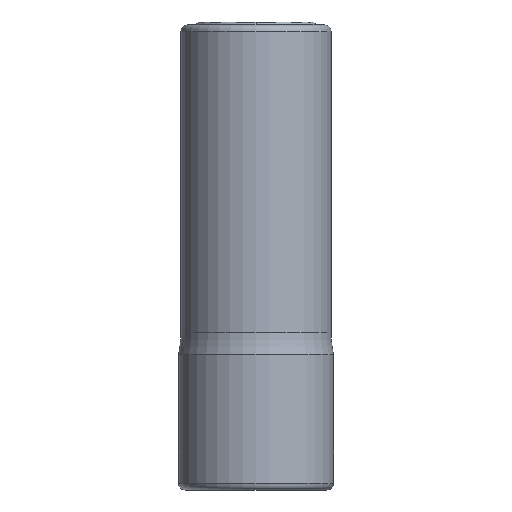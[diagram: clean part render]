
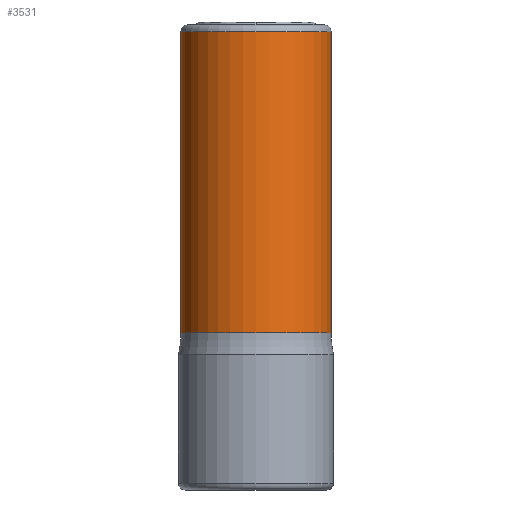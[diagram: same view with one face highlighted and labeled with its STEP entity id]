
A CAD part, front view. The second image highlights one B-rep face of the part: STEP entity #3531.
In plain terms, the highlighted cylindrical face has radius 7.75 mm (diameter 15.5 mm), a partial arc.
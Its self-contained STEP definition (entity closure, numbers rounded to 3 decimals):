
#3037=DIRECTION('',(0.,0.,1.));
#3038=VECTOR('',#3037,31.078);
#3039=CARTESIAN_POINT('',(-7.75,0.,15.922));
#3040=LINE('',#3039,#3038);
#3044=CARTESIAN_POINT('',(0.,0.,47.));
#3045=DIRECTION('',(0.,0.,1.));
#3046=DIRECTION('',(1.,0.,0.));
#3047=AXIS2_PLACEMENT_3D('',#3044,#3045,#3046);
#3052=CARTESIAN_POINT('',(0.,0.,15.922));
#3053=DIRECTION('',(0.,0.,1.));
#3054=DIRECTION('',(1.,0.,0.));
#3055=AXIS2_PLACEMENT_3D('',#3052,#3053,#3054);
#3060=DIRECTION('',(0.,0.,1.));
#3061=VECTOR('',#3060,31.078);
#3062=CARTESIAN_POINT('',(7.75,0.,15.922));
#3063=LINE('',#3062,#3061);
#3189=CARTESIAN_POINT('',(-7.75,0.,15.922));
#3190=CARTESIAN_POINT('',(7.75,0.,15.922));
#3191=VERTEX_POINT('',#3189);
#3192=VERTEX_POINT('',#3190);
#3213=CARTESIAN_POINT('',(7.75,0.,47.));
#3214=CARTESIAN_POINT('',(-7.75,0.,47.));
#3215=VERTEX_POINT('',#3213);
#3216=VERTEX_POINT('',#3214);
#3519=CARTESIAN_POINT('',(0.,0.,13.7));
#3520=DIRECTION('',(0.,0.,1.));
#3521=DIRECTION('',(1.,0.,0.));
#3522=AXIS2_PLACEMENT_3D('',#3519,#3520,#3521);
#3523=CYLINDRICAL_SURFACE('',#3522,7.75);
#3524=ORIENTED_EDGE('',*,*,#3484,.T.);
#3525=ORIENTED_EDGE('',*,*,#3514,.F.);
#3527=ORIENTED_EDGE('',*,*,#3526,.F.);
#3528=ORIENTED_EDGE('',*,*,#3510,.T.);
#3529=EDGE_LOOP('',(#3524,#3525,#3527,#3528));
#3530=FACE_OUTER_BOUND('',#3529,.F.);
#3531=ADVANCED_FACE('',(#3530),#3523,.T.);
#3048=CIRCLE('',#3047,7.75);
#3056=CIRCLE('',#3055,7.75);
#3484=EDGE_CURVE('',#3215,#3216,#3048,.T.);
#3510=EDGE_CURVE('',#3192,#3215,#3063,.T.);
#3514=EDGE_CURVE('',#3191,#3216,#3040,.T.);
#3526=EDGE_CURVE('',#3192,#3191,#3056,.T.);
